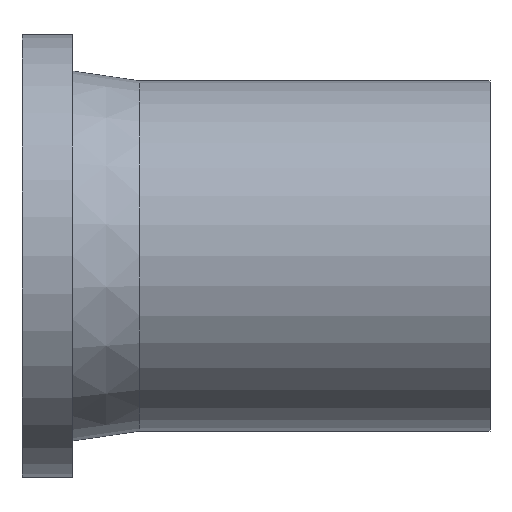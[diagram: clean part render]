
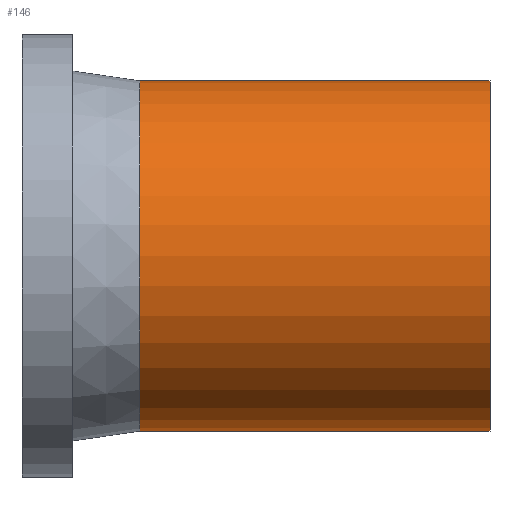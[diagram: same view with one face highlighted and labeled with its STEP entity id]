
A CAD part, top view. The second image highlights one B-rep face of the part: STEP entity #146.
In plain terms, the highlighted cylindrical face has radius 62.5 mm (diameter 125 mm), a partial arc.
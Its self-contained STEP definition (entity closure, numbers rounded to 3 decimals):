
#72 = EDGE_CURVE( '', #138, #120, #184, .T. );
#80 = EDGE_CURVE( '', #84, #120, #192, .T. );
#84 = VERTEX_POINT( '', #196 );
#88 = EDGE_CURVE( '', #138, #116, #200, .T. );
#116 = VERTEX_POINT( '', #232 );
#120 = VERTEX_POINT( '', #236 );
#122 = EDGE_CURVE( '', #116, #84, #238, .T. );
#138 = VERTEX_POINT( '', #259 );
#146 = ADVANCED_FACE( '', ( #269 ), #270, .T. );
#184 = CIRCLE( '', #301, 62.5 );
#192 = LINE( '', #313, #314 );
#196 = CARTESIAN_POINT( '', ( 0., 62.5, 0. ) );
#200 = LINE( '', #324, #325 );
#232 = CARTESIAN_POINT( '', ( 0., -62.5, 0. ) );
#236 = CARTESIAN_POINT( '', ( -125., 62.5, 0. ) );
#238 = CIRCLE( '', #371, 62.5 );
#259 = CARTESIAN_POINT( '', ( -125., -62.5, 0. ) );
#269 = FACE_OUTER_BOUND( '', #406, .T. );
#270 = CYLINDRICAL_SURFACE( '', #407, 62.5 );
#301 = AXIS2_PLACEMENT_3D( '', #439, #440, #441 );
#313 = CARTESIAN_POINT( '', ( -62.5, 62.5, 0. ) );
#314 = VECTOR( '', #451, 1. );
#324 = CARTESIAN_POINT( '', ( -62.5, -62.5, 0. ) );
#325 = VECTOR( '', #455, 1. );
#371 = AXIS2_PLACEMENT_3D( '', #490, #491, #492 );
#406 = EDGE_LOOP( '', ( #541, #542, #543, #544 ) );
#407 = AXIS2_PLACEMENT_3D( '', #545, #546, #547 );
#439 = CARTESIAN_POINT( '', ( -125., 0., 0. ) );
#440 = DIRECTION( '', ( -1., 0., 0. ) );
#441 = DIRECTION( '', ( 0., 1., 0. ) );
#451 = DIRECTION( '', ( -1., 0., 0. ) );
#455 = DIRECTION( '', ( 1., 0., 0. ) );
#490 = CARTESIAN_POINT( '', ( 0., 0., 0. ) );
#491 = DIRECTION( '', ( -1., 0., 0. ) );
#492 = DIRECTION( '', ( 0., 1., 0. ) );
#541 = ORIENTED_EDGE( '', *, *, #80, .T. );
#542 = ORIENTED_EDGE( '', *, *, #72, .F. );
#543 = ORIENTED_EDGE( '', *, *, #88, .T. );
#544 = ORIENTED_EDGE( '', *, *, #122, .T. );
#545 = CARTESIAN_POINT( '', ( -62.5, 0., 0. ) );
#546 = DIRECTION( '', ( 1., 0., 0. ) );
#547 = DIRECTION( '', ( 0., 1., 0. ) );
